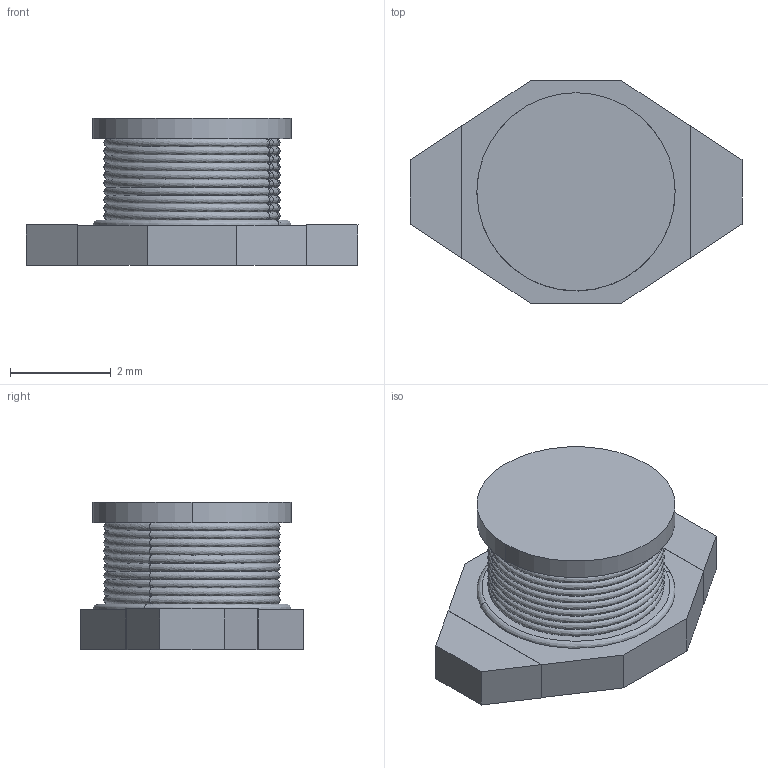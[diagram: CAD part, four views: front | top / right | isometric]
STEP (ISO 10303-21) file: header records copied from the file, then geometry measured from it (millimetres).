
FILE_DESCRIPTION (( 'STEP AP214' ), '1' );
FILE_NAME ('99BFE8C0-5B5A-4DC8-BC5A-44B6D495BE11.STEP', '2008-02-12T11:14:54', ( 'sysAdmin' ), ( 'SolidWorks' ), 'SwSTEP 2.0', 'SolidWorks 2008', '' );
FILE_SCHEMA (( 'AUTOMOTIVE_DESIGN' ));
Length unit declared in the file: millimetre
Products named in the file (1): 99BFE8C0-5B5A-4DC8-BC5A-44B6D495BE11
Bounding box: 6.6 x 4.45 x 2.92 mm (x, y, z)
Volume: 38.8 mm3; surface area: 97.8 mm2
Topology: 1 solids, 1 shells, 47 faces, 102 edges, 62 vertices
Faces by surface type: plane 23, bspline 22, cylinder 2
Entity records: 2246 total; most frequent: CARTESIAN_POINT 780, ORIENTED_EDGE 204, DIRECTION 186, EDGE_CURVE 102, AXIS2_PLACEMENT_3D 68, VERTEX_POINT 62, EDGE_LOOP 52, LINE 50
